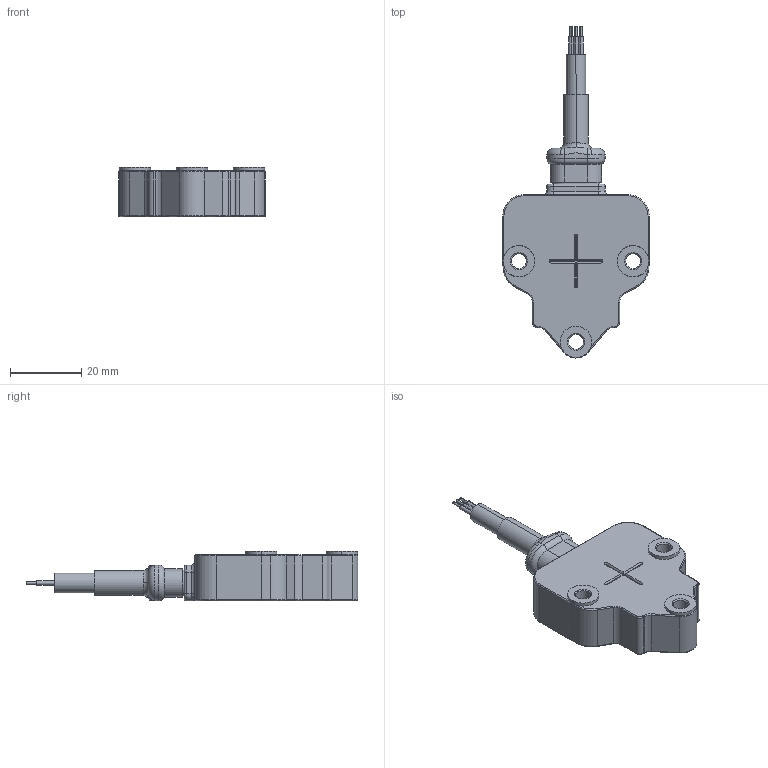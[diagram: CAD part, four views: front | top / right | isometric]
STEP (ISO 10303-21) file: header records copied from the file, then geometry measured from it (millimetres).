
FILE_DESCRIPTION (( 'STEP AP214' ), '1' );
FILE_NAME ('GIB-XY-045-V-2A.STEP', '2021-12-07T13:06:00', ( '' ), ( '' ), 'SwSTEP 2.0', 'SolidWorks 2021', '' );
FILE_SCHEMA (( 'AUTOMOTIVE_DESIGN' ));
Length unit declared in the file: inch
Products named in the file (1): GIB-XY-045-V-2A
Bounding box: 41 x 93.05 x 13.9 mm (x, y, z)
Volume: 20410.6 mm3; surface area: 6435.3 mm2
Topology: 1 solids, 1 shells, 201 faces, 470 edges, 279 vertices
Faces by surface type: cylinder 87, plane 47, torus 41, cone 18, bspline 8
Entity records: 6540 total; most frequent: CARTESIAN_POINT 1878, DIRECTION 1036, ORIENTED_EDGE 936, EDGE_CURVE 468, AXIS2_PLACEMENT_3D 423, VERTEX_POINT 279, CIRCLE 229, EDGE_LOOP 217
